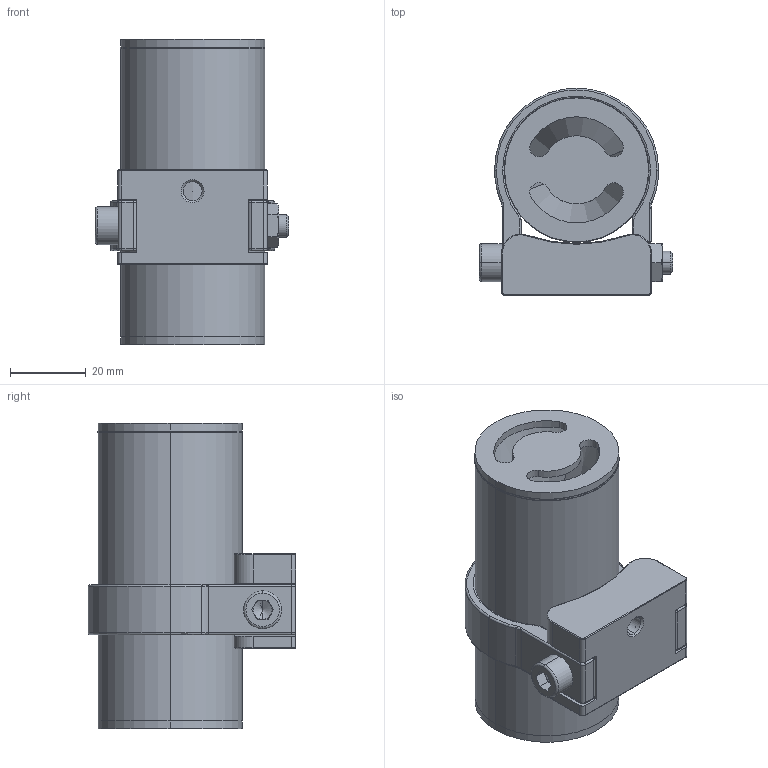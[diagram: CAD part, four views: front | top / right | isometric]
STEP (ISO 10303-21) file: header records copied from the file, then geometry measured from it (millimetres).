
FILE_DESCRIPTION (( 'STEP AP214' ), '1' );
FILE_NAME ('small tube assembly.STEP', '2017-12-20T10:56:19', ( '' ), ( '' ), 'SwSTEP 2.0', 'SolidWorks 2016', '' );
FILE_SCHEMA (( 'AUTOMOTIVE_DESIGN' ));
Length unit declared in the file: millimetre
Products named in the file (12): Holder-Bottom part_small; small Holder assembly; cone ring_small; Ring 2_small; socket head cap screw_din_DIN 912 M6 x 45 --- 24N; small tube assembly; hex nut style 1 gradeab_din_Hexagon Nut ISO 4032 - M6 - D - N; small cone assembly; 4976-HeatSink-Disk(38mm); cone_small; Holder-top part_small; Tube_small
Assembly tree (11 placements, depth 3):
  small tube assembly
    Tube_small
    Ring 2_small
    small cone assembly
      cone_small
      cone ring_small
    small Holder assembly
      Holder-Bottom part_small
      Holder-top part_small
    socket head cap screw_din_DIN 912 M6 x 45 --- 24N
    hex nut style 1 gradeab_din_Hexagon Nut ISO 4032 - M6 - D - N
    4976-HeatSink-Disk(38mm)
Bounding box: 51 x 54.85 x 80.5 mm (x, y, z)
Volume: 38550.3 mm3; surface area: 38458 mm2
Topology: 10 solids, 10 shells, 496 faces, 1240 edges, 789 vertices
Faces by surface type: plane 214, bspline 127, cylinder 87, torus 42, cone 26
Entity records: 21253 total; most frequent: CARTESIAN_POINT 9636, ORIENTED_EDGE 2468, DIRECTION 1990, EDGE_CURVE 1234, VERTEX_POINT 789, VECTOR 688, LINE 688, AXIS2_PLACEMENT_3D 651
